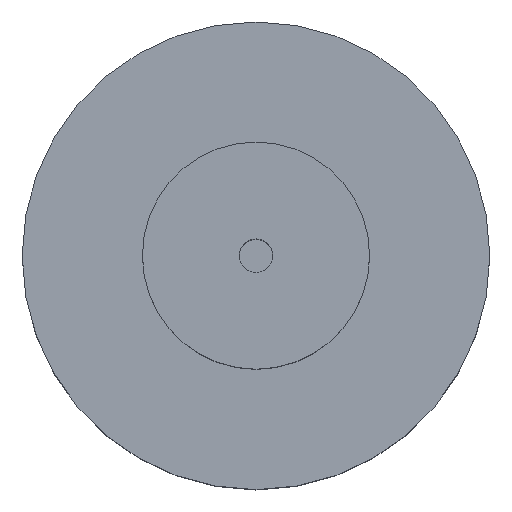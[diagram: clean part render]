
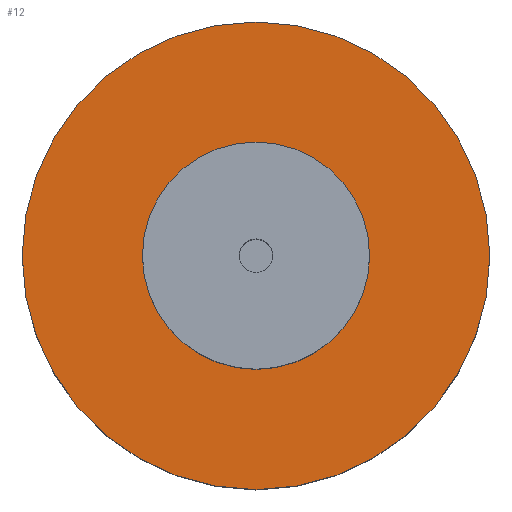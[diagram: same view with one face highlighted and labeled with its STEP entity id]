
A CAD part, top view. The second image highlights one B-rep face of the part: STEP entity #12.
In plain terms, the highlighted planar face has unit normal (0, 0, 1).
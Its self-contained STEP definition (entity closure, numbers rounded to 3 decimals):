
#7 = EDGE_CURVE ( 'NONE', #267, #18, #315, .T. ) ;
#12 = ADVANCED_FACE ( 'NONE', ( #68, #199 ), #14, .T. ) ;
#14 = PLANE ( 'NONE',  #247 ) ;
#18 = VERTEX_POINT ( 'NONE', #42 ) ;
#40 = CARTESIAN_POINT ( 'NONE',  ( 0., 0., 15. ) ) ;
#41 = ORIENTED_EDGE ( 'NONE', *, *, #7, .F. ) ;
#42 = CARTESIAN_POINT ( 'NONE',  ( 8.5, 0., 15. ) ) ;
#55 = EDGE_LOOP ( 'NONE', ( #274, #310 ) ) ;
#62 = EDGE_CURVE ( 'NONE', #200, #240, #120, .T. ) ;
#68 = FACE_BOUND ( 'NONE', #191, .T. ) ;
#81 = CARTESIAN_POINT ( 'NONE',  ( 0., 0., 15. ) ) ;
#83 = AXIS2_PLACEMENT_3D ( 'NONE', #229, #233, #97 ) ;
#97 = DIRECTION ( 'NONE',  ( 1., 0., 0. ) ) ;
#103 = DIRECTION ( 'NONE',  ( 1., 0., 0. ) ) ;
#104 = DIRECTION ( 'NONE',  ( 0., 0., 1. ) ) ;
#120 = CIRCLE ( 'NONE', #83, 17.5 ) ;
#123 = DIRECTION ( 'NONE',  ( 1., 0., 0. ) ) ;
#134 = CIRCLE ( 'NONE', #225, 17.5 ) ;
#146 = AXIS2_PLACEMENT_3D ( 'NONE', #81, #323, #254 ) ;
#155 = CARTESIAN_POINT ( 'NONE',  ( 17.5, 0., 15. ) ) ;
#191 = EDGE_LOOP ( 'NONE', ( #41, #217 ) ) ;
#199 = FACE_OUTER_BOUND ( 'NONE', #55, .T. ) ;
#200 = VERTEX_POINT ( 'NONE', #155 ) ;
#213 = CARTESIAN_POINT ( 'NONE',  ( 0., 0., 15. ) ) ;
#217 = ORIENTED_EDGE ( 'NONE', *, *, #321, .F. ) ;
#225 = AXIS2_PLACEMENT_3D ( 'NONE', #270, #253, #232 ) ;
#229 = CARTESIAN_POINT ( 'NONE',  ( 0., 0., 15. ) ) ;
#232 = DIRECTION ( 'NONE',  ( 1., 0., 0. ) ) ;
#233 = DIRECTION ( 'NONE',  ( 0., 0., 1. ) ) ;
#240 = VERTEX_POINT ( 'NONE', #277 ) ;
#247 = AXIS2_PLACEMENT_3D ( 'NONE', #40, #324, #103 ) ;
#250 = CARTESIAN_POINT ( 'NONE',  ( -8.5, 0., 15. ) ) ;
#253 = DIRECTION ( 'NONE',  ( 0., 0., 1. ) ) ;
#254 = DIRECTION ( 'NONE',  ( 1., 0., 0. ) ) ;
#267 = VERTEX_POINT ( 'NONE', #250 ) ;
#270 = CARTESIAN_POINT ( 'NONE',  ( 0., 0., 15. ) ) ;
#274 = ORIENTED_EDGE ( 'NONE', *, *, #319, .T. ) ;
#277 = CARTESIAN_POINT ( 'NONE',  ( -17.5, 0., 15. ) ) ;
#278 = CIRCLE ( 'NONE', #291, 8.5 ) ;
#291 = AXIS2_PLACEMENT_3D ( 'NONE', #213, #104, #123 ) ;
#310 = ORIENTED_EDGE ( 'NONE', *, *, #62, .T. ) ;
#315 = CIRCLE ( 'NONE', #146, 8.5 ) ;
#319 = EDGE_CURVE ( 'NONE', #240, #200, #134, .T. ) ;
#321 = EDGE_CURVE ( 'NONE', #18, #267, #278, .T. ) ;
#323 = DIRECTION ( 'NONE',  ( 0., 0., 1. ) ) ;
#324 = DIRECTION ( 'NONE',  ( 0., 0., 1. ) ) ;
